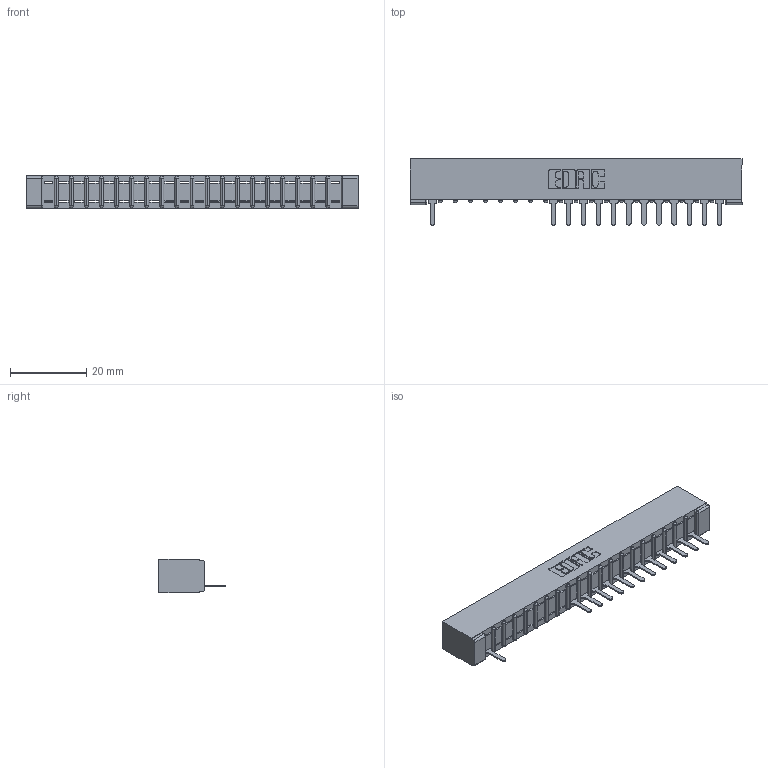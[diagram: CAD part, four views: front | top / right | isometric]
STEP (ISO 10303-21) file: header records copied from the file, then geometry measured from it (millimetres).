
FILE_DESCRIPTION (( 'STEP AP203' ), '1' );
FILE_NAME ('307-020-525-101.STEP', '2018-08-04T00:38:28', ( '' ), ( '' ), 'SwSTEP 2.0', 'SolidWorks 2016', '' );
FILE_SCHEMA (( 'CONFIG_CONTROL_DESIGN' ));
Length unit declared in the file: inch
Products named in the file (3): 307-290-001_525; 307-020-525-101; 307 Part_No Mounting Lugs
Assembly tree (14 placements, depth 2):
  307-020-525-101
    307 Part_No Mounting Lugs
    307-290-001_525  x13
Bounding box: 87.12 x 17.42 x 8.71 mm (x, y, z)
Volume: 5592.6 mm3; surface area: 8219.4 mm2
Topology: 14 solids, 14 shells, 999 faces, 2853 edges, 1826 vertices
Faces by surface type: plane 631, cylinder 326, sphere 42
Entity records: 19324 total; most frequent: CARTESIAN_POINT 3277, ORIENTED_EDGE 3270, DIRECTION 3191, EDGE_CURVE 1635, VECTOR 1247, LINE 1247, VERTEX_POINT 1058, AXIS2_PLACEMENT_3D 972
